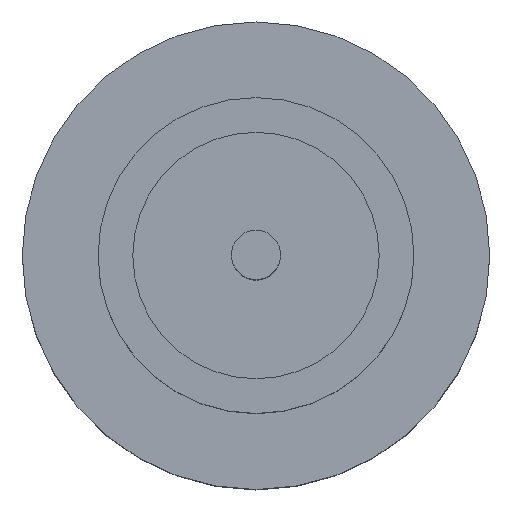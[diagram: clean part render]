
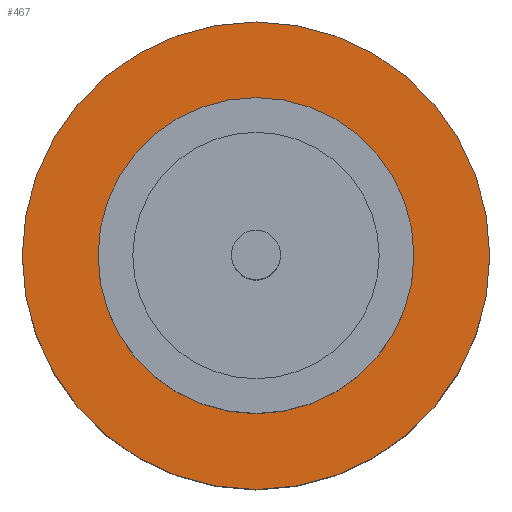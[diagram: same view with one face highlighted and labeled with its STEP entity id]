
A CAD part, top view. The second image highlights one B-rep face of the part: STEP entity #467.
In plain terms, the highlighted planar face has unit normal (0, 0, 1).
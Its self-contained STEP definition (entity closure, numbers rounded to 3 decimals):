
#37 = EDGE_CURVE ( 'NONE', #539, #671, #577, .T. ) ;
#55 = AXIS2_PLACEMENT_3D ( 'NONE', #530, #409, #204 ) ;
#64 = DIRECTION ( 'NONE',  ( 0., 0., 1. ) ) ;
#76 = CIRCLE ( 'NONE', #518, 1.25 ) ;
#85 = DIRECTION ( 'NONE',  ( 1., 0., 0. ) ) ;
#138 = EDGE_LOOP ( 'NONE', ( #189, #459 ) ) ;
#161 = AXIS2_PLACEMENT_3D ( 'NONE', #329, #64, #798 ) ;
#185 = DIRECTION ( 'NONE',  ( 1., 0., 0. ) ) ;
#189 = ORIENTED_EDGE ( 'NONE', *, *, #396, .T. ) ;
#204 = DIRECTION ( 'NONE',  ( 1., 0., 0. ) ) ;
#208 = CARTESIAN_POINT ( 'NONE',  ( 1.25, 0., 1.55 ) ) ;
#227 = VERTEX_POINT ( 'NONE', #229 ) ;
#229 = CARTESIAN_POINT ( 'NONE',  ( 1.85, 0., 1.55 ) ) ;
#256 = CIRCLE ( 'NONE', #570, 1.85 ) ;
#279 = CARTESIAN_POINT ( 'NONE',  ( 0., 0., 1.55 ) ) ;
#304 = DIRECTION ( 'NONE',  ( 0., 0., 1. ) ) ;
#329 = CARTESIAN_POINT ( 'NONE',  ( 0., 0., 1.55 ) ) ;
#345 = FACE_BOUND ( 'NONE', #350, .T. ) ;
#350 = EDGE_LOOP ( 'NONE', ( #784, #452 ) ) ;
#391 = PLANE ( 'NONE',  #55 ) ;
#394 = EDGE_CURVE ( 'NONE', #227, #453, #256, .T. ) ;
#396 = EDGE_CURVE ( 'NONE', #453, #227, #585, .T. ) ;
#409 = DIRECTION ( 'NONE',  ( 0., 0., 1. ) ) ;
#434 = CARTESIAN_POINT ( 'NONE',  ( 0., 0., 1.55 ) ) ;
#452 = ORIENTED_EDGE ( 'NONE', *, *, #509, .F. ) ;
#453 = VERTEX_POINT ( 'NONE', #805 ) ;
#459 = ORIENTED_EDGE ( 'NONE', *, *, #394, .T. ) ;
#467 = ADVANCED_FACE ( 'NONE', ( #345, #628 ), #391, .T. ) ;
#475 = DIRECTION ( 'NONE',  ( 0., 0., 1. ) ) ;
#509 = EDGE_CURVE ( 'NONE', #671, #539, #76, .T. ) ;
#518 = AXIS2_PLACEMENT_3D ( 'NONE', #279, #475, #85 ) ;
#530 = CARTESIAN_POINT ( 'NONE',  ( 0., 0., 1.55 ) ) ;
#539 = VERTEX_POINT ( 'NONE', #208 ) ;
#570 = AXIS2_PLACEMENT_3D ( 'NONE', #647, #588, #657 ) ;
#577 = CIRCLE ( 'NONE', #619, 1.25 ) ;
#585 = CIRCLE ( 'NONE', #161, 1.85 ) ;
#588 = DIRECTION ( 'NONE',  ( 0., 0., 1. ) ) ;
#619 = AXIS2_PLACEMENT_3D ( 'NONE', #434, #304, #185 ) ;
#628 = FACE_OUTER_BOUND ( 'NONE', #138, .T. ) ;
#647 = CARTESIAN_POINT ( 'NONE',  ( 0., 0., 1.55 ) ) ;
#657 = DIRECTION ( 'NONE',  ( 1., 0., 0. ) ) ;
#671 = VERTEX_POINT ( 'NONE', #683 ) ;
#683 = CARTESIAN_POINT ( 'NONE',  ( -1.25, 0., 1.55 ) ) ;
#784 = ORIENTED_EDGE ( 'NONE', *, *, #37, .F. ) ;
#798 = DIRECTION ( 'NONE',  ( 1., 0., 0. ) ) ;
#805 = CARTESIAN_POINT ( 'NONE',  ( -1.85, 0., 1.55 ) ) ;
